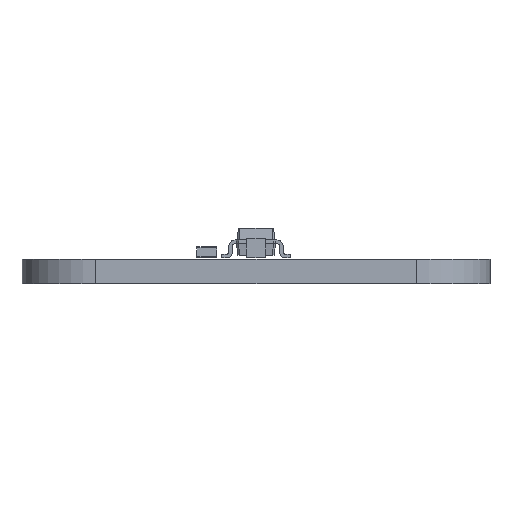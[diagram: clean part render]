
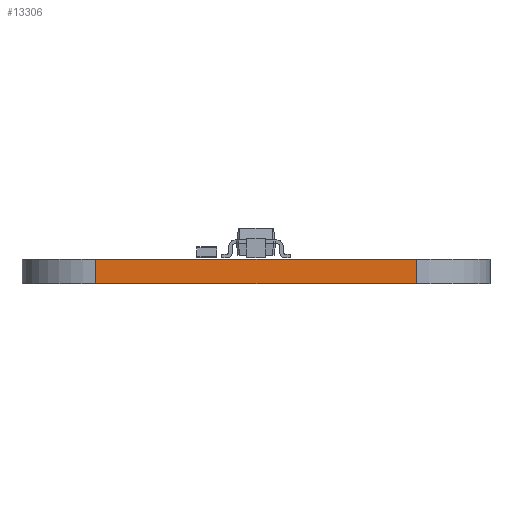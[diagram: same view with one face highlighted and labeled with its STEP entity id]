
A CAD part, left-side view. The second image highlights one B-rep face of the part: STEP entity #13306.
In plain terms, the highlighted planar face has unit normal (-1, 0, 0).
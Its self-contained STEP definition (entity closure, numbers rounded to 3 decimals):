
#10300 = PLANE('',#10301);
#10301 = AXIS2_PLACEMENT_3D('',#10302,#10303,#10304);
#10302 = CARTESIAN_POINT('',(31.,-39.5,1.));
#10303 = DIRECTION('',(0.,0.,1.));
#10304 = DIRECTION('',(1.,0.,0.));
#10328 = CYLINDRICAL_SURFACE('',#10329,3.);
#10329 = AXIS2_PLACEMENT_3D('',#10330,#10331,#10332);
#10330 = CARTESIAN_POINT('',(23.,-33.,0.));
#10331 = DIRECTION('',(0.,0.,-1.));
#10332 = DIRECTION('',(1.,0.,0.));
#10354 = PLANE('',#10355);
#10355 = AXIS2_PLACEMENT_3D('',#10356,#10357,#10358);
#10356 = CARTESIAN_POINT('',(31.,-39.5,0.));
#10357 = DIRECTION('',(0.,0.,1.));
#10358 = DIRECTION('',(1.,0.,0.));
#10449 = VERTEX_POINT('',#10450);
#10450 = CARTESIAN_POINT('',(20.,-33.,1.));
#10472 = EDGE_CURVE('',#10473,#10449,#10475,.T.);
#10473 = VERTEX_POINT('',#10474);
#10474 = CARTESIAN_POINT('',(20.,-33.,0.));
#10475 = SURFACE_CURVE('',#10476,(#10480,#10487),.PCURVE_S1.);
#10476 = LINE('',#10477,#10478);
#10477 = CARTESIAN_POINT('',(20.,-33.,0.));
#10478 = VECTOR('',#10479,1.);
#10479 = DIRECTION('',(0.,0.,1.));
#10480 = PCURVE('',#10328,#10481);
#10481 = DEFINITIONAL_REPRESENTATION('',(#10482),#10486);
#10482 = LINE('',#10483,#10484);
#10483 = CARTESIAN_POINT('',(-3.142,0.));
#10484 = VECTOR('',#10485,1.);
#10485 = DIRECTION('',(0.,-1.));
#10486 = ( GEOMETRIC_REPRESENTATION_CONTEXT(2) 
PARAMETRIC_REPRESENTATION_CONTEXT() REPRESENTATION_CONTEXT('2D SPACE',''
  ) );
#10487 = PCURVE('',#10488,#10493);
#10488 = PLANE('',#10489);
#10489 = AXIS2_PLACEMENT_3D('',#10490,#10491,#10492);
#10490 = CARTESIAN_POINT('',(20.,-33.,0.));
#10491 = DIRECTION('',(1.,0.,0.));
#10492 = DIRECTION('',(0.,-1.,0.));
#10493 = DEFINITIONAL_REPRESENTATION('',(#10494),#10498);
#10494 = LINE('',#10495,#10496);
#10495 = CARTESIAN_POINT('',(0.,0.));
#10496 = VECTOR('',#10497,1.);
#10497 = DIRECTION('',(0.,-1.));
#10498 = ( GEOMETRIC_REPRESENTATION_CONTEXT(2) 
PARAMETRIC_REPRESENTATION_CONTEXT() REPRESENTATION_CONTEXT('2D SPACE',''
  ) );
#10527 = EDGE_CURVE('',#10473,#10528,#10530,.T.);
#10528 = VERTEX_POINT('',#10529);
#10529 = CARTESIAN_POINT('',(20.,-46.,0.));
#10530 = SURFACE_CURVE('',#10531,(#10535,#10542),.PCURVE_S1.);
#10531 = LINE('',#10532,#10533);
#10532 = CARTESIAN_POINT('',(20.,-33.,0.));
#10533 = VECTOR('',#10534,1.);
#10534 = DIRECTION('',(0.,-1.,0.));
#10535 = PCURVE('',#10354,#10536);
#10536 = DEFINITIONAL_REPRESENTATION('',(#10537),#10541);
#10537 = LINE('',#10538,#10539);
#10538 = CARTESIAN_POINT('',(-11.,6.5));
#10539 = VECTOR('',#10540,1.);
#10540 = DIRECTION('',(0.,-1.));
#10541 = ( GEOMETRIC_REPRESENTATION_CONTEXT(2) 
PARAMETRIC_REPRESENTATION_CONTEXT() REPRESENTATION_CONTEXT('2D SPACE',''
  ) );
#10542 = PCURVE('',#10488,#10543);
#10543 = DEFINITIONAL_REPRESENTATION('',(#10544),#10548);
#10544 = LINE('',#10545,#10546);
#10545 = CARTESIAN_POINT('',(0.,0.));
#10546 = VECTOR('',#10547,1.);
#10547 = DIRECTION('',(1.,0.));
#10548 = ( GEOMETRIC_REPRESENTATION_CONTEXT(2) 
PARAMETRIC_REPRESENTATION_CONTEXT() REPRESENTATION_CONTEXT('2D SPACE',''
  ) );
#10567 = CYLINDRICAL_SURFACE('',#10568,3.);
#10568 = AXIS2_PLACEMENT_3D('',#10569,#10570,#10571);
#10569 = CARTESIAN_POINT('',(23.,-46.,0.));
#10570 = DIRECTION('',(0.,0.,-1.));
#10571 = DIRECTION('',(1.,0.,0.));
#12026 = EDGE_CURVE('',#10449,#12027,#12029,.T.);
#12027 = VERTEX_POINT('',#12028);
#12028 = CARTESIAN_POINT('',(20.,-46.,1.));
#12029 = SURFACE_CURVE('',#12030,(#12034,#12041),.PCURVE_S1.);
#12030 = LINE('',#12031,#12032);
#12031 = CARTESIAN_POINT('',(20.,-33.,1.));
#12032 = VECTOR('',#12033,1.);
#12033 = DIRECTION('',(0.,-1.,0.));
#12034 = PCURVE('',#10300,#12035);
#12035 = DEFINITIONAL_REPRESENTATION('',(#12036),#12040);
#12036 = LINE('',#12037,#12038);
#12037 = CARTESIAN_POINT('',(-11.,6.5));
#12038 = VECTOR('',#12039,1.);
#12039 = DIRECTION('',(0.,-1.));
#12040 = ( GEOMETRIC_REPRESENTATION_CONTEXT(2) 
PARAMETRIC_REPRESENTATION_CONTEXT() REPRESENTATION_CONTEXT('2D SPACE',''
  ) );
#12041 = PCURVE('',#10488,#12042);
#12042 = DEFINITIONAL_REPRESENTATION('',(#12043),#12047);
#12043 = LINE('',#12044,#12045);
#12044 = CARTESIAN_POINT('',(0.,-1.));
#12045 = VECTOR('',#12046,1.);
#12046 = DIRECTION('',(1.,0.));
#12047 = ( GEOMETRIC_REPRESENTATION_CONTEXT(2) 
PARAMETRIC_REPRESENTATION_CONTEXT() REPRESENTATION_CONTEXT('2D SPACE',''
  ) );
#13306 = ADVANCED_FACE('',(#13307),#10488,.F.);
#13307 = FACE_BOUND('',#13308,.F.);
#13308 = EDGE_LOOP('',(#13309,#13310,#13311,#13332));
#13309 = ORIENTED_EDGE('',*,*,#10472,.T.);
#13310 = ORIENTED_EDGE('',*,*,#12026,.T.);
#13311 = ORIENTED_EDGE('',*,*,#13312,.F.);
#13312 = EDGE_CURVE('',#10528,#12027,#13313,.T.);
#13313 = SURFACE_CURVE('',#13314,(#13318,#13325),.PCURVE_S1.);
#13314 = LINE('',#13315,#13316);
#13315 = CARTESIAN_POINT('',(20.,-46.,0.));
#13316 = VECTOR('',#13317,1.);
#13317 = DIRECTION('',(0.,0.,1.));
#13318 = PCURVE('',#10488,#13319);
#13319 = DEFINITIONAL_REPRESENTATION('',(#13320),#13324);
#13320 = LINE('',#13321,#13322);
#13321 = CARTESIAN_POINT('',(13.,0.));
#13322 = VECTOR('',#13323,1.);
#13323 = DIRECTION('',(0.,-1.));
#13324 = ( GEOMETRIC_REPRESENTATION_CONTEXT(2) 
PARAMETRIC_REPRESENTATION_CONTEXT() REPRESENTATION_CONTEXT('2D SPACE',''
  ) );
#13325 = PCURVE('',#10567,#13326);
#13326 = DEFINITIONAL_REPRESENTATION('',(#13327),#13331);
#13327 = LINE('',#13328,#13329);
#13328 = CARTESIAN_POINT('',(-3.142,0.));
#13329 = VECTOR('',#13330,1.);
#13330 = DIRECTION('',(0.,-1.));
#13331 = ( GEOMETRIC_REPRESENTATION_CONTEXT(2) 
PARAMETRIC_REPRESENTATION_CONTEXT() REPRESENTATION_CONTEXT('2D SPACE',''
  ) );
#13332 = ORIENTED_EDGE('',*,*,#10527,.F.);
